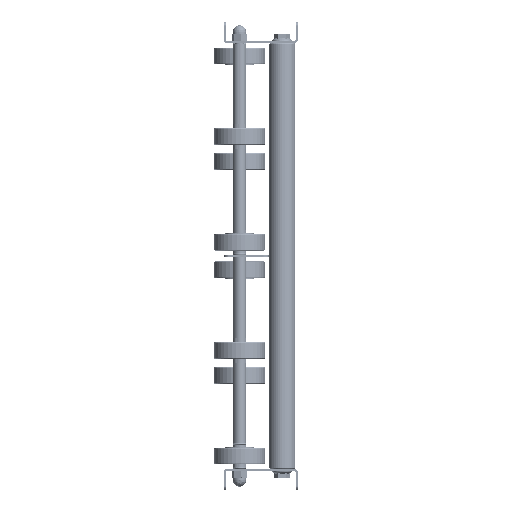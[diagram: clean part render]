
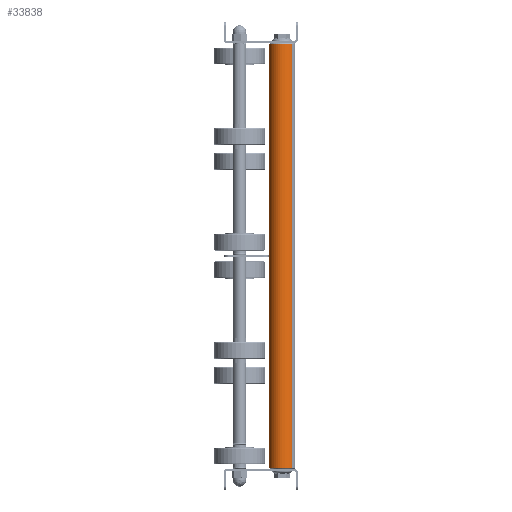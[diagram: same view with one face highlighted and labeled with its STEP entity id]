
A CAD part, left-side view. The second image highlights one B-rep face of the part: STEP entity #33838.
In plain terms, the highlighted cylindrical face has radius 12.5 mm (diameter 25 mm), a partial arc.
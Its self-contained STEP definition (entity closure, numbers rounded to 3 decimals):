
#3155 = CARTESIAN_POINT ( 'NONE',  ( 399., 0., 12.5 ) ) ;
#3629 = VECTOR ( 'NONE', #24791, 1000. ) ;
#7306 = DIRECTION ( 'NONE',  ( -1., 0., 0. ) ) ;
#9068 = DIRECTION ( 'NONE',  ( 1., 0., 0. ) ) ;
#9379 = CARTESIAN_POINT ( 'NONE',  ( 399., 0., -12.5 ) ) ;
#9607 = CARTESIAN_POINT ( 'NONE',  ( 400., 0., 0. ) ) ;
#10402 = EDGE_CURVE ( 'NONE', #21570, #13130, #16056, .T. ) ;
#10680 = LINE ( 'NONE', #33508, #3629 ) ;
#11119 = EDGE_CURVE ( 'NONE', #23259, #13130, #10680, .T. ) ;
#11781 = VECTOR ( 'NONE', #28506, 1000. ) ;
#12304 = CARTESIAN_POINT ( 'NONE',  ( 400., 0., 12.5 ) ) ;
#13130 = VERTEX_POINT ( 'NONE', #19338 ) ;
#14839 = CARTESIAN_POINT ( 'NONE',  ( 1., 0., 0. ) ) ;
#16056 = CIRCLE ( 'NONE', #26713, 12.5 ) ;
#16331 = AXIS2_PLACEMENT_3D ( 'NONE', #21645, #7306, #30131 ) ;
#17366 = ORIENTED_EDGE ( 'NONE', *, *, #11119, .F. ) ;
#18169 = DIRECTION ( 'NONE',  ( 0., 0., 1. ) ) ;
#19338 = CARTESIAN_POINT ( 'NONE',  ( 1., 0., -12.5 ) ) ;
#19588 = ORIENTED_EDGE ( 'NONE', *, *, #32681, .T. ) ;
#20961 = CYLINDRICAL_SURFACE ( 'NONE', #34813, 12.5 ) ;
#21570 = VERTEX_POINT ( 'NONE', #24682 ) ;
#21645 = CARTESIAN_POINT ( 'NONE',  ( 399., 0., 0. ) ) ;
#23259 = VERTEX_POINT ( 'NONE', #9379 ) ;
#24195 = LINE ( 'NONE', #12304, #11781 ) ;
#24682 = CARTESIAN_POINT ( 'NONE',  ( 1., 0., 12.5 ) ) ;
#24791 = DIRECTION ( 'NONE',  ( -1., 0., 0. ) ) ;
#25091 = VERTEX_POINT ( 'NONE', #3155 ) ;
#26713 = AXIS2_PLACEMENT_3D ( 'NONE', #14839, #9068, #31533 ) ;
#26976 = CIRCLE ( 'NONE', #16331, 12.5 ) ;
#27624 = EDGE_LOOP ( 'NONE', ( #17366, #19588, #30661, #32265 ) ) ;
#28506 = DIRECTION ( 'NONE',  ( -1., 0., 0. ) ) ;
#30058 = EDGE_CURVE ( 'NONE', #25091, #21570, #24195, .T. ) ;
#30131 = DIRECTION ( 'NONE',  ( 0., 0., -1. ) ) ;
#30661 = ORIENTED_EDGE ( 'NONE', *, *, #30058, .T. ) ;
#31533 = DIRECTION ( 'NONE',  ( 0., 0., -1. ) ) ;
#32263 = DIRECTION ( 'NONE',  ( -1., 0., 0. ) ) ;
#32265 = ORIENTED_EDGE ( 'NONE', *, *, #10402, .T. ) ;
#32681 = EDGE_CURVE ( 'NONE', #23259, #25091, #26976, .T. ) ;
#33508 = CARTESIAN_POINT ( 'NONE',  ( 400., 0., -12.5 ) ) ;
#33838 = ADVANCED_FACE ( 'NONE', ( #35052 ), #20961, .T. ) ;
#34813 = AXIS2_PLACEMENT_3D ( 'NONE', #9607, #32263, #18169 ) ;
#35052 = FACE_OUTER_BOUND ( 'NONE', #27624, .T. ) ;
